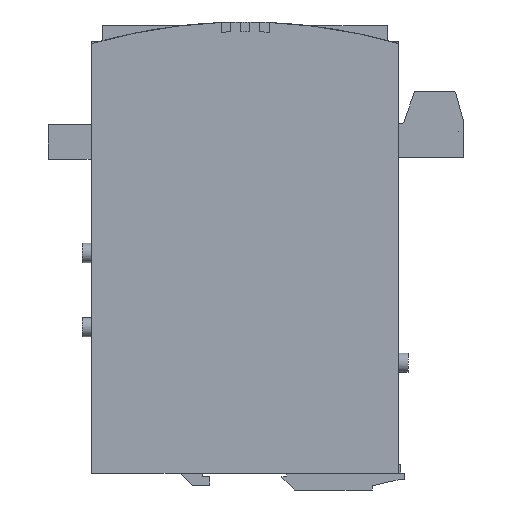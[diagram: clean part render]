
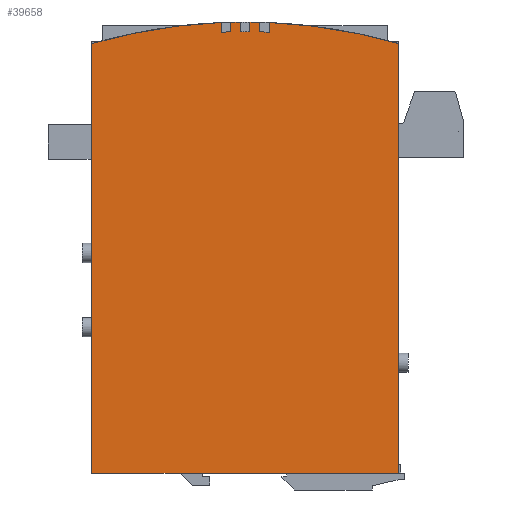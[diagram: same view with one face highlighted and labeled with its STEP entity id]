
A CAD part, left-side view. The second image highlights one B-rep face of the part: STEP entity #39658.
In plain terms, the highlighted planar face has unit normal (-1, 0, 0).
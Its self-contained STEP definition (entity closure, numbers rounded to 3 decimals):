
#1468 = DIRECTION ( 'NONE',  ( 0., 0., -1. ) ) ;
#1585 = CARTESIAN_POINT ( 'NONE',  ( -28.5, 10., 19.783 ) ) ;
#1845 = VERTEX_POINT ( 'NONE', #43790 ) ;
#3845 = EDGE_CURVE ( 'NONE', #52468, #4639, #16100, .T. ) ;
#4353 = DIRECTION ( 'NONE',  ( 0., 0., 1. ) ) ;
#4639 = VERTEX_POINT ( 'NONE', #61834 ) ;
#6093 = DIRECTION ( 'NONE',  ( 0., 0., -1. ) ) ;
#6101 = AXIS2_PLACEMENT_3D ( 'NONE', #69819, #33573, #75955 ) ;
#6908 = VECTOR ( 'NONE', #6093, 1000. ) ;
#7571 = CIRCLE ( 'NONE', #43090, 226. ) ;
#7855 = DIRECTION ( 'NONE',  ( 0., 0., 1. ) ) ;
#8528 = DIRECTION ( 'NONE',  ( 0., 0., -1. ) ) ;
#10094 = AXIS2_PLACEMENT_3D ( 'NONE', #42420, #54852, #12562 ) ;
#10726 = LINE ( 'NONE', #11437, #6908 ) ;
#10912 = CARTESIAN_POINT ( 'NONE',  ( -28.5, -6., 15.92 ) ) ;
#10932 = CARTESIAN_POINT ( 'NONE',  ( -28.5, 10., 15.779 ) ) ;
#11437 = CARTESIAN_POINT ( 'NONE',  ( -28.5, -6., 15.92 ) ) ;
#11514 = AXIS2_PLACEMENT_3D ( 'NONE', #78095, #65099, #72243 ) ;
#12562 = DIRECTION ( 'NONE',  ( 0., 0., -1. ) ) ;
#12630 = DIRECTION ( 'NONE',  ( 0., 0., -1. ) ) ;
#12768 = FACE_OUTER_BOUND ( 'NONE', #44604, .T. ) ;
#16100 = CIRCLE ( 'NONE', #32403, 226. ) ;
#16282 = EDGE_CURVE ( 'NONE', #29142, #37734, #23932, .T. ) ;
#17471 = VECTOR ( 'NONE', #48506, 1000. ) ;
#17479 = VECTOR ( 'NONE', #47199, 1000. ) ;
#18153 = CARTESIAN_POINT ( 'NONE',  ( -28.5, -10., 19.783 ) ) ;
#18617 = VERTEX_POINT ( 'NONE', #59164 ) ;
#18625 = LINE ( 'NONE', #52583, #66873 ) ;
#18930 = ORIENTED_EDGE ( 'NONE', *, *, #75286, .F. ) ;
#19051 = VECTOR ( 'NONE', #8528, 1000. ) ;
#19369 = VECTOR ( 'NONE', #1468, 1000. ) ;
#19503 = VERTEX_POINT ( 'NONE', #58953 ) ;
#20143 = CARTESIAN_POINT ( 'NONE',  ( -28.5, -10., 15.779 ) ) ;
#21441 = VERTEX_POINT ( 'NONE', #34610 ) ;
#22057 = EDGE_CURVE ( 'NONE', #63992, #45736, #34438, .T. ) ;
#22737 = CARTESIAN_POINT ( 'NONE',  ( -28.5, 6., 15.92 ) ) ;
#23146 = DIRECTION ( 'NONE',  ( 1., 0., 0. ) ) ;
#23182 = ORIENTED_EDGE ( 'NONE', *, *, #76622, .F. ) ;
#23338 = ORIENTED_EDGE ( 'NONE', *, *, #44553, .F. ) ;
#23785 = EDGE_CURVE ( 'NONE', #41389, #44304, #46782, .T. ) ;
#23932 = CIRCLE ( 'NONE', #24987, 230. ) ;
#24443 = ORIENTED_EDGE ( 'NONE', *, *, #16282, .F. ) ;
#24987 = AXIS2_PLACEMENT_3D ( 'NONE', #78267, #41958, #12630 ) ;
#25129 = CARTESIAN_POINT ( 'NONE',  ( -28.5, 2., 19.991 ) ) ;
#26168 = CARTESIAN_POINT ( 'NONE',  ( -28.5, -2., 15.991 ) ) ;
#26280 = LINE ( 'NONE', #20143, #68884 ) ;
#26927 = DIRECTION ( 'NONE',  ( 0., 0., 1. ) ) ;
#27775 = CIRCLE ( 'NONE', #11514, 226. ) ;
#28309 = CIRCLE ( 'NONE', #66026, 230. ) ;
#28550 = ORIENTED_EDGE ( 'NONE', *, *, #46172, .F. ) ;
#29142 = VERTEX_POINT ( 'NONE', #18153 ) ;
#29252 = CARTESIAN_POINT ( 'NONE',  ( -28.5, 0., -210. ) ) ;
#31566 = CARTESIAN_POINT ( 'NONE',  ( -28.5, 6., 19.922 ) ) ;
#31649 = CARTESIAN_POINT ( 'NONE',  ( -28.5, 10., 15.779 ) ) ;
#32403 = AXIS2_PLACEMENT_3D ( 'NONE', #40859, #23146, #4353 ) ;
#32871 = VERTEX_POINT ( 'NONE', #39250 ) ;
#32968 = CARTESIAN_POINT ( 'NONE',  ( -28.5, 6., 15.92 ) ) ;
#33154 = CIRCLE ( 'NONE', #6101, 230. ) ;
#33573 = DIRECTION ( 'NONE',  ( 1., 0., 0. ) ) ;
#33674 = AXIS2_PLACEMENT_3D ( 'NONE', #34586, #64757, #53593 ) ;
#34438 = LINE ( 'NONE', #32968, #17479 ) ;
#34586 = CARTESIAN_POINT ( 'NONE',  ( -28.5, 0., -210. ) ) ;
#34610 = CARTESIAN_POINT ( 'NONE',  ( -28.5, 63.5, -166.9 ) ) ;
#36411 = LINE ( 'NONE', #42943, #17471 ) ;
#37087 = LINE ( 'NONE', #39174, #19051 ) ;
#37734 = VERTEX_POINT ( 'NONE', #57314 ) ;
#38192 = ORIENTED_EDGE ( 'NONE', *, *, #39199, .F. ) ;
#38269 = CARTESIAN_POINT ( 'NONE',  ( -28.5, 0., -210. ) ) ;
#38755 = EDGE_CURVE ( 'NONE', #37734, #52786, #18625, .T. ) ;
#38780 = CARTESIAN_POINT ( 'NONE',  ( -28.5, -6., 19.922 ) ) ;
#39174 = CARTESIAN_POINT ( 'NONE',  ( -28.5, 2., 15.991 ) ) ;
#39199 = EDGE_CURVE ( 'NONE', #44304, #63992, #64877, .T. ) ;
#39250 = CARTESIAN_POINT ( 'NONE',  ( -28.5, 2., 15.991 ) ) ;
#39337 = VERTEX_POINT ( 'NONE', #38780 ) ;
#39658 = ADVANCED_FACE ( 'NONE', ( #12768 ), #60959, .F. ) ;
#39659 = EDGE_CURVE ( 'NONE', #52786, #21441, #36411, .T. ) ;
#40859 = CARTESIAN_POINT ( 'NONE',  ( -28.5, 0., -210. ) ) ;
#41389 = VERTEX_POINT ( 'NONE', #1585 ) ;
#41456 = AXIS2_PLACEMENT_3D ( 'NONE', #38269, #49628, #7855 ) ;
#41958 = DIRECTION ( 'NONE',  ( 1., 0., 0. ) ) ;
#42420 = CARTESIAN_POINT ( 'NONE',  ( -28.5, 0., -210. ) ) ;
#42943 = CARTESIAN_POINT ( 'NONE',  ( -28.5, 63.5, -166.9 ) ) ;
#43090 = AXIS2_PLACEMENT_3D ( 'NONE', #47863, #78077, #60300 ) ;
#43217 = ORIENTED_EDGE ( 'NONE', *, *, #61530, .F. ) ;
#43590 = EDGE_CURVE ( 'NONE', #1845, #39337, #28309, .T. ) ;
#43790 = CARTESIAN_POINT ( 'NONE',  ( -28.5, -2., 19.991 ) ) ;
#44304 = VERTEX_POINT ( 'NONE', #10932 ) ;
#44553 = EDGE_CURVE ( 'NONE', #4639, #29142, #26280, .T. ) ;
#44604 = EDGE_LOOP ( 'NONE', ( #38192, #49684, #43217, #65509, #58313, #51374, #24443, #23338, #48522, #53128, #75888, #77923, #28550, #45629, #18930, #23182, #60912 ) ) ;
#45629 = ORIENTED_EDGE ( 'NONE', *, *, #49574, .F. ) ;
#45736 = VERTEX_POINT ( 'NONE', #31566 ) ;
#46172 = EDGE_CURVE ( 'NONE', #18617, #19503, #27775, .T. ) ;
#46782 = LINE ( 'NONE', #31649, #19369 ) ;
#47199 = DIRECTION ( 'NONE',  ( 0., 0., 1. ) ) ;
#47863 = CARTESIAN_POINT ( 'NONE',  ( -28.5, 0., -210. ) ) ;
#48506 = DIRECTION ( 'NONE',  ( 0., 1., 0. ) ) ;
#48522 = ORIENTED_EDGE ( 'NONE', *, *, #3845, .F. ) ;
#48815 = CARTESIAN_POINT ( 'NONE',  ( -28.5, 63.5, -166.9 ) ) ;
#49388 = CIRCLE ( 'NONE', #33674, 230. ) ;
#49574 = EDGE_CURVE ( 'NONE', #32871, #18617, #7571, .T. ) ;
#49628 = DIRECTION ( 'NONE',  ( 1., 0., 0. ) ) ;
#49684 = ORIENTED_EDGE ( 'NONE', *, *, #23785, .F. ) ;
#50910 = VECTOR ( 'NONE', #26927, 1000. ) ;
#51374 = ORIENTED_EDGE ( 'NONE', *, *, #38755, .F. ) ;
#51811 = DIRECTION ( 'NONE',  ( 0., 0., -1. ) ) ;
#52468 = VERTEX_POINT ( 'NONE', #10912 ) ;
#52583 = CARTESIAN_POINT ( 'NONE',  ( -28.5, -63.5, -166.9 ) ) ;
#52786 = VERTEX_POINT ( 'NONE', #56320 ) ;
#53128 = ORIENTED_EDGE ( 'NONE', *, *, #61065, .F. ) ;
#53593 = DIRECTION ( 'NONE',  ( 0., 0., -1. ) ) ;
#54852 = DIRECTION ( 'NONE',  ( 1., 0., 0. ) ) ;
#56320 = CARTESIAN_POINT ( 'NONE',  ( -28.5, -63.5, -166.9 ) ) ;
#57314 = CARTESIAN_POINT ( 'NONE',  ( -28.5, -63.5, 11.061 ) ) ;
#57525 = LINE ( 'NONE', #26168, #50910 ) ;
#58313 = ORIENTED_EDGE ( 'NONE', *, *, #39659, .F. ) ;
#58953 = CARTESIAN_POINT ( 'NONE',  ( -28.5, -2., 15.991 ) ) ;
#59164 = CARTESIAN_POINT ( 'NONE',  ( -28.5, 0., 16. ) ) ;
#59239 = VERTEX_POINT ( 'NONE', #60851 ) ;
#60300 = DIRECTION ( 'NONE',  ( 0., 0., 1. ) ) ;
#60851 = CARTESIAN_POINT ( 'NONE',  ( -28.5, 63.5, 11.061 ) ) ;
#60878 = LINE ( 'NONE', #48815, #61794 ) ;
#60912 = ORIENTED_EDGE ( 'NONE', *, *, #22057, .F. ) ;
#60959 = PLANE ( 'NONE',  #10094 ) ;
#61065 = EDGE_CURVE ( 'NONE', #39337, #52468, #10726, .T. ) ;
#61530 = EDGE_CURVE ( 'NONE', #59239, #41389, #49388, .T. ) ;
#61794 = VECTOR ( 'NONE', #67113, 1000. ) ;
#61834 = CARTESIAN_POINT ( 'NONE',  ( -28.5, -10., 15.779 ) ) ;
#62187 = DIRECTION ( 'NONE',  ( 0., 0., 1. ) ) ;
#63992 = VERTEX_POINT ( 'NONE', #22737 ) ;
#64757 = DIRECTION ( 'NONE',  ( 1., 0., 0. ) ) ;
#64877 = CIRCLE ( 'NONE', #41456, 226. ) ;
#65099 = DIRECTION ( 'NONE',  ( 1., 0., 0. ) ) ;
#65509 = ORIENTED_EDGE ( 'NONE', *, *, #68799, .F. ) ;
#66026 = AXIS2_PLACEMENT_3D ( 'NONE', #29252, #66038, #71101 ) ;
#66038 = DIRECTION ( 'NONE',  ( 1., 0., 0. ) ) ;
#66873 = VECTOR ( 'NONE', #51811, 1000. ) ;
#67113 = DIRECTION ( 'NONE',  ( 0., 0., 1. ) ) ;
#68799 = EDGE_CURVE ( 'NONE', #21441, #59239, #60878, .T. ) ;
#68884 = VECTOR ( 'NONE', #62187, 1000. ) ;
#69819 = CARTESIAN_POINT ( 'NONE',  ( -28.5, 0., -210. ) ) ;
#70797 = EDGE_CURVE ( 'NONE', #19503, #1845, #57525, .T. ) ;
#71101 = DIRECTION ( 'NONE',  ( 0., 0., -1. ) ) ;
#72243 = DIRECTION ( 'NONE',  ( 0., 0., 1. ) ) ;
#73147 = VERTEX_POINT ( 'NONE', #25129 ) ;
#75286 = EDGE_CURVE ( 'NONE', #73147, #32871, #37087, .T. ) ;
#75888 = ORIENTED_EDGE ( 'NONE', *, *, #43590, .F. ) ;
#75955 = DIRECTION ( 'NONE',  ( 0., 0., -1. ) ) ;
#76622 = EDGE_CURVE ( 'NONE', #45736, #73147, #33154, .T. ) ;
#77923 = ORIENTED_EDGE ( 'NONE', *, *, #70797, .F. ) ;
#78077 = DIRECTION ( 'NONE',  ( 1., 0., 0. ) ) ;
#78095 = CARTESIAN_POINT ( 'NONE',  ( -28.5, 0., -210. ) ) ;
#78267 = CARTESIAN_POINT ( 'NONE',  ( -28.5, 0., -210. ) ) ;
